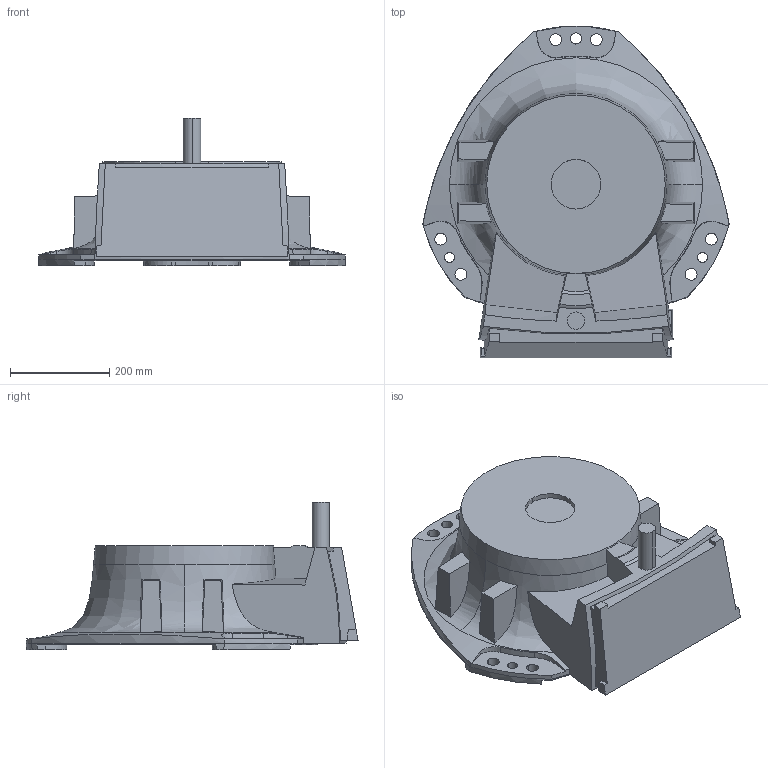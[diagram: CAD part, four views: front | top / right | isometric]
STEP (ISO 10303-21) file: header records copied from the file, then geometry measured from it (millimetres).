
FILE_DESCRIPTION (( 'STEP AP203' ), '1' );
FILE_NAME ('Part1_Default_sldprt.STEP', '2023-04-30T16:36:14', ( '' ), ( '' ), 'SwSTEP 2.0', 'SolidWorks 2021', '' );
FILE_SCHEMA (( 'CONFIG_CONTROL_DESIGN' ));
Length unit declared in the file: millimetre
Products named in the file (1): Part1_Default_sldprt
Bounding box: 619.43 x 670.6 x 298.5 mm (x, y, z)
Volume: 36909640.8 mm3; surface area: 998042.1 mm2
Topology: 1 solids, 1 shells, 143 faces, 390 edges, 256 vertices
Faces by surface type: plane 70, cone 46, cylinder 20, bspline 5, torus 2
Entity records: 6155 total; most frequent: CARTESIAN_POINT 2482, ORIENTED_EDGE 780, DIRECTION 724, EDGE_CURVE 390, AXIS2_PLACEMENT_3D 281, VERTEX_POINT 256, EDGE_LOOP 168, VECTOR 162
